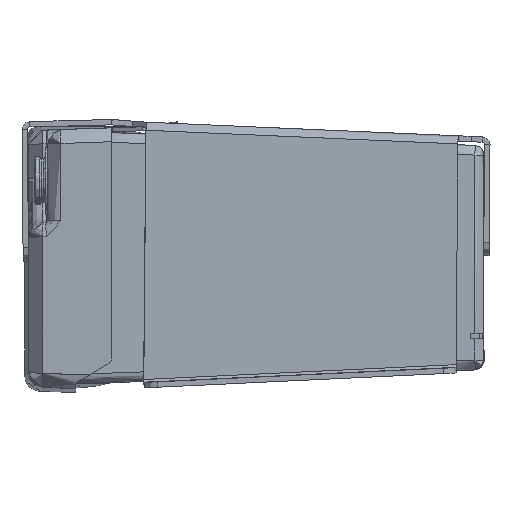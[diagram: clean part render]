
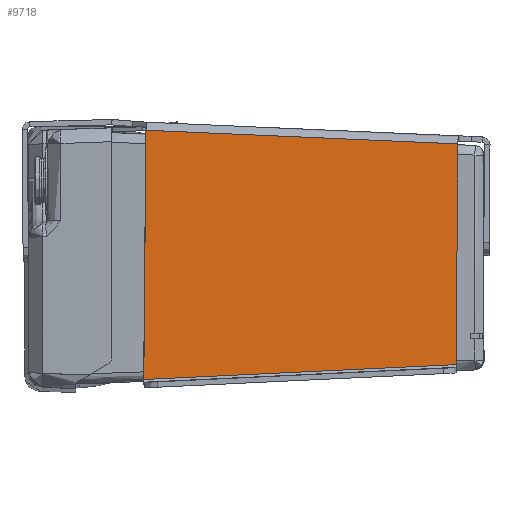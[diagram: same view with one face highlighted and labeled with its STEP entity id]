
A CAD part, left-side view. The second image highlights one B-rep face of the part: STEP entity #9718.
In plain terms, the highlighted planar face has unit normal (-1, -0.026, -0.004).
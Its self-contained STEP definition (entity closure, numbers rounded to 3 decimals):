
#1819 = ORIENTED_EDGE ( 'NONE', *, *, #23100, .T. ) ;
#1847 = CARTESIAN_POINT ( 'NONE',  ( -127.367, 8.248, 47.606 ) ) ;
#3106 = CARTESIAN_POINT ( 'NONE',  ( -127.039, 9.059, -45.229 ) ) ;
#4220 = CARTESIAN_POINT ( 'NONE',  ( -126.964, 6.13, -45.089 ) ) ;
#4924 = CARTESIAN_POINT ( 'NONE',  ( -127.367, 8.246, 47.606 ) ) ;
#4949 = EDGE_CURVE ( 'NONE', #25148, #5416, #25652, .T. ) ;
#5416 = VERTEX_POINT ( 'NONE', #1847 ) ;
#5725 = VECTOR ( 'NONE', #13714, 1000. ) ;
#6130 = DIRECTION ( 'NONE',  ( 0.026, -0.999, 0.048 ) ) ;
#6129 = VECTOR ( 'NONE', #24672, 1000. ) ;
#7118 = FACE_OUTER_BOUND ( 'NONE', #9504, .T. ) ;
#7373 = CARTESIAN_POINT ( 'NONE',  ( -127.367, 8.248, 47.606 ) ) ;
#7446 = VERTEX_POINT ( 'NONE', #25586 ) ;
#8356 = EDGE_CURVE ( 'NONE', #23535, #7446, #18466, .T. ) ;
#9451 = LINE ( 'NONE', #22470, #6129 ) ;
#9504 = EDGE_LOOP ( 'NONE', ( #25133, #19062, #20829, #1819 ) ) ;
#9514 = AXIS2_PLACEMENT_3D ( 'NONE', #17276, #21408, #25678 ) ;
#9718 = ADVANCED_FACE ( 'NONE', ( #7118 ), #26080, .T. ) ;
#11521 = VECTOR ( 'NONE', #6130, 1000. ) ;
#13293 = DIRECTION ( 'NONE',  ( -0.026, 0.999, 0.044 ) ) ;
#13714 = DIRECTION ( 'NONE',  ( -0.004, -0.009, 1. ) ) ;
#17276 = CARTESIAN_POINT ( 'NONE',  ( -127.301, 9.344, 22.501 ) ) ;
#17384 = LINE ( 'NONE', #7373, #5725 ) ;
#18442 = CARTESIAN_POINT ( 'NONE',  ( -124.322, -107.94, 42.533 ) ) ;
#18466 = LINE ( 'NONE', #4220, #11521 ) ;
#19062 = ORIENTED_EDGE ( 'NONE', *, *, #24098, .F. ) ;
#20829 = ORIENTED_EDGE ( 'NONE', *, *, #8356, .T. ) ;
#21408 = DIRECTION ( 'NONE',  ( -1., -0.026, -0.004 ) ) ;
#22470 = CARTESIAN_POINT ( 'NONE',  ( -124.247, -107.757, 21.49 ) ) ;
#23100 = EDGE_CURVE ( 'NONE', #7446, #25148, #9451, .T. ) ;
#23535 = VERTEX_POINT ( 'NONE', #3106 ) ;
#24098 = EDGE_CURVE ( 'NONE', #23535, #5416, #17384, .T. ) ;
#24672 = DIRECTION ( 'NONE',  ( -0.004, -0.009, 1. ) ) ;
#25133 = ORIENTED_EDGE ( 'NONE', *, *, #4949, .T. ) ;
#25148 = VERTEX_POINT ( 'NONE', #18442 ) ;
#25586 = CARTESIAN_POINT ( 'NONE',  ( -124.031, -107.223, -39.684 ) ) ;
#25652 = LINE ( 'NONE', #4924, #26711 ) ;
#25678 = DIRECTION ( 'NONE',  ( 0.026, -0.999, -0.044 ) ) ;
#26080 = PLANE ( 'NONE',  #9514 ) ;
#26711 = VECTOR ( 'NONE', #13293, 1000. ) ;
